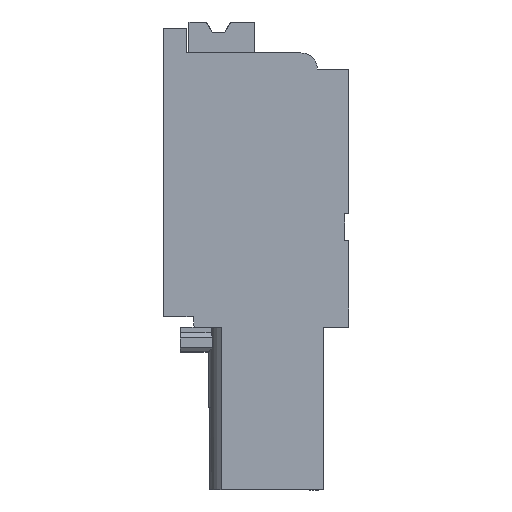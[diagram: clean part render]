
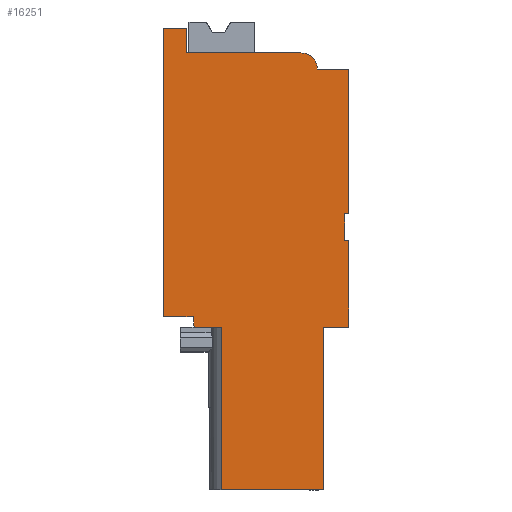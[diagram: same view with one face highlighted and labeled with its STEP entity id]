
A CAD part, left-side view. The second image highlights one B-rep face of the part: STEP entity #16251.
In plain terms, the highlighted planar face has unit normal (-1, 0, 0).
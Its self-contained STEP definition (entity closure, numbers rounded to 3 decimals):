
#3203=AXIS2_PLACEMENT_3D('Circle Axis2P3D',#3201,#3202,$) ;
#16224=AXIS2_PLACEMENT_3D('Plane Axis2P3D',#16221,#16222,#16223) ;
#40=CARTESIAN_POINT('Vertex',(0.,0.,13.4)) ;
#45=CARTESIAN_POINT('Line Origine',(0.,0.1,13.4)) ;
#49=CARTESIAN_POINT('Vertex',(0.,0.2,13.4)) ;
#83=CARTESIAN_POINT('Line Origine',(0.,0.2,12.75)) ;
#87=CARTESIAN_POINT('Vertex',(0.,0.2,12.1)) ;
#107=CARTESIAN_POINT('Line Origine',(0.,0.1,12.1)) ;
#111=CARTESIAN_POINT('Vertex',(0.,0.,12.1)) ;
#138=CARTESIAN_POINT('Line Origine',(0.,0.,10.)) ;
#142=CARTESIAN_POINT('Vertex',(0.,0.,7.9)) ;
#886=CARTESIAN_POINT('Line Origine',(0.,0.612,7.9)) ;
#890=CARTESIAN_POINT('Vertex',(0.,1.224,7.9)) ;
#1358=CARTESIAN_POINT('Line Origine',(0.,1.224,3.95)) ;
#1362=CARTESIAN_POINT('Vertex',(0.,1.224,0.)) ;
#2366=CARTESIAN_POINT('Line Origine',(0.,3.705,0.)) ;
#2370=CARTESIAN_POINT('Vertex',(0.,6.187,0.)) ;
#3198=CARTESIAN_POINT('Vertex',(0.,2.325,21.2)) ;
#3201=CARTESIAN_POINT('Axis2P3D Location',(0.,2.325,20.4)) ;
#3205=CARTESIAN_POINT('Vertex',(0.,1.525,20.4)) ;
#3338=CARTESIAN_POINT('Line Origine',(0.,5.087,21.2)) ;
#3342=CARTESIAN_POINT('Vertex',(0.,7.85,21.2)) ;
#4200=CARTESIAN_POINT('Line Origine',(0.,7.85,21.8)) ;
#4204=CARTESIAN_POINT('Vertex',(0.,7.85,22.4)) ;
#4231=CARTESIAN_POINT('Line Origine',(0.,8.425,22.4)) ;
#4235=CARTESIAN_POINT('Vertex',(0.,9.,22.4)) ;
#4262=CARTESIAN_POINT('Line Origine',(0.,9.,15.4)) ;
#4266=CARTESIAN_POINT('Vertex',(0.,9.,8.4)) ;
#4565=CARTESIAN_POINT('Line Origine',(0.,8.272,8.4)) ;
#4569=CARTESIAN_POINT('Vertex',(0.,7.545,8.4)) ;
#4742=CARTESIAN_POINT('Vertex',(0.,7.501,7.9)) ;
#4745=CARTESIAN_POINT('Line Origine',(0.,7.523,8.15)) ;
#4819=CARTESIAN_POINT('Vertex',(0.,6.187,7.9)) ;
#4822=CARTESIAN_POINT('Line Origine',(0.,6.844,7.9)) ;
#13599=CARTESIAN_POINT('Line Origine',(0.,0.762,20.4)) ;
#13603=CARTESIAN_POINT('Vertex',(0.,0.,20.4)) ;
#15253=CARTESIAN_POINT('Line Origine',(0.,6.187,3.95)) ;
#16221=CARTESIAN_POINT('Axis2P3D Location',(0.,0.,0.)) ;
#16226=CARTESIAN_POINT('Line Origine',(0.,0.,16.9)) ;
#46=DIRECTION('Vector Direction',(0.,1.,0.)) ;
#84=DIRECTION('Vector Direction',(0.,0.,1.)) ;
#108=DIRECTION('Vector Direction',(0.,-1.,0.)) ;
#139=DIRECTION('Vector Direction',(0.,0.,1.)) ;
#887=DIRECTION('Vector Direction',(0.,1.,0.)) ;
#1359=DIRECTION('Vector Direction',(0.,0.,1.)) ;
#2367=DIRECTION('Vector Direction',(0.,-1.,0.)) ;
#3202=DIRECTION('Axis2P3D Direction',(-1.,-0.,0.)) ;
#3339=DIRECTION('Vector Direction',(0.,-1.,0.)) ;
#4201=DIRECTION('Vector Direction',(0.,0.,-1.)) ;
#4232=DIRECTION('Vector Direction',(0.,-1.,0.)) ;
#4263=DIRECTION('Vector Direction',(0.,0.,1.)) ;
#4566=DIRECTION('Vector Direction',(0.,-1.,0.)) ;
#4746=DIRECTION('Vector Direction',(0.,0.087,0.996)) ;
#4823=DIRECTION('Vector Direction',(0.,1.,0.)) ;
#13600=DIRECTION('Vector Direction',(0.,-1.,0.)) ;
#15254=DIRECTION('Vector Direction',(0.,0.,1.)) ;
#16222=DIRECTION('Axis2P3D Direction',(-1.,0.,0.)) ;
#16223=DIRECTION('Axis2P3D XDirection',(0.,0.,1.)) ;
#16227=DIRECTION('Vector Direction',(0.,0.,1.)) ;
#47=VECTOR('Line Direction',#46,1.) ;
#85=VECTOR('Line Direction',#84,1.) ;
#109=VECTOR('Line Direction',#108,1.) ;
#140=VECTOR('Line Direction',#139,1.) ;
#888=VECTOR('Line Direction',#887,1.) ;
#1360=VECTOR('Line Direction',#1359,1.) ;
#2368=VECTOR('Line Direction',#2367,1.) ;
#3340=VECTOR('Line Direction',#3339,1.) ;
#4202=VECTOR('Line Direction',#4201,1.) ;
#4233=VECTOR('Line Direction',#4232,1.) ;
#4264=VECTOR('Line Direction',#4263,1.) ;
#4567=VECTOR('Line Direction',#4566,1.) ;
#4747=VECTOR('Line Direction',#4746,1.) ;
#4824=VECTOR('Line Direction',#4823,1.) ;
#13601=VECTOR('Line Direction',#13600,1.) ;
#15255=VECTOR('Line Direction',#15254,1.) ;
#16228=VECTOR('Line Direction',#16227,1.) ;
#16232=ORIENTED_EDGE('',*,*,#16230,.T.) ;
#16233=ORIENTED_EDGE('',*,*,#13605,.T.) ;
#16234=ORIENTED_EDGE('',*,*,#3207,.T.) ;
#16235=ORIENTED_EDGE('',*,*,#3344,.T.) ;
#16236=ORIENTED_EDGE('',*,*,#4206,.T.) ;
#16237=ORIENTED_EDGE('',*,*,#4237,.T.) ;
#16238=ORIENTED_EDGE('',*,*,#4268,.T.) ;
#16239=ORIENTED_EDGE('',*,*,#4571,.T.) ;
#16240=ORIENTED_EDGE('',*,*,#4749,.T.) ;
#16241=ORIENTED_EDGE('',*,*,#4826,.T.) ;
#16242=ORIENTED_EDGE('',*,*,#15257,.F.) ;
#16243=ORIENTED_EDGE('',*,*,#2372,.T.) ;
#16244=ORIENTED_EDGE('',*,*,#1364,.T.) ;
#16245=ORIENTED_EDGE('',*,*,#892,.T.) ;
#16246=ORIENTED_EDGE('',*,*,#144,.T.) ;
#16247=ORIENTED_EDGE('',*,*,#113,.T.) ;
#16248=ORIENTED_EDGE('',*,*,#89,.T.) ;
#16249=ORIENTED_EDGE('',*,*,#51,.T.) ;
#16251=ADVANCED_FACE('HOUSING',(#16250),#16225,.T.) ;
#3204=CIRCLE('generated circle',#3203,0.8) ;
#51=EDGE_CURVE('',#50,#41,#48,.F.) ;
#89=EDGE_CURVE('',#88,#50,#86,.T.) ;
#113=EDGE_CURVE('',#112,#88,#110,.F.) ;
#144=EDGE_CURVE('',#143,#112,#141,.T.) ;
#892=EDGE_CURVE('',#891,#143,#889,.F.) ;
#1364=EDGE_CURVE('',#1363,#891,#1361,.T.) ;
#2372=EDGE_CURVE('',#2371,#1363,#2369,.T.) ;
#3207=EDGE_CURVE('',#3206,#3199,#3204,.T.) ;
#3344=EDGE_CURVE('',#3199,#3343,#3341,.F.) ;
#4206=EDGE_CURVE('',#3343,#4205,#4203,.F.) ;
#4237=EDGE_CURVE('',#4205,#4236,#4234,.F.) ;
#4268=EDGE_CURVE('',#4236,#4267,#4265,.F.) ;
#4571=EDGE_CURVE('',#4267,#4570,#4568,.T.) ;
#4749=EDGE_CURVE('',#4570,#4743,#4748,.F.) ;
#4826=EDGE_CURVE('',#4743,#4820,#4825,.F.) ;
#13605=EDGE_CURVE('',#13604,#3206,#13602,.F.) ;
#15257=EDGE_CURVE('',#2371,#4820,#15256,.T.) ;
#16230=EDGE_CURVE('',#41,#13604,#16229,.T.) ;
#16231=EDGE_LOOP('',(#16232,#16233,#16234,#16235,#16236,#16237,#16238,#16239,#16240,#16241,#16242,#16243,#16244,#16245,#16246,#16247,#16248,#16249)) ;
#16250=FACE_OUTER_BOUND('',#16231,.T.) ;
#48=LINE('Line',#45,#47) ;
#86=LINE('Line',#83,#85) ;
#110=LINE('Line',#107,#109) ;
#141=LINE('Line',#138,#140) ;
#889=LINE('Line',#886,#888) ;
#1361=LINE('Line',#1358,#1360) ;
#2369=LINE('Line',#2366,#2368) ;
#3341=LINE('Line',#3338,#3340) ;
#4203=LINE('Line',#4200,#4202) ;
#4234=LINE('Line',#4231,#4233) ;
#4265=LINE('Line',#4262,#4264) ;
#4568=LINE('Line',#4565,#4567) ;
#4748=LINE('Line',#4745,#4747) ;
#4825=LINE('Line',#4822,#4824) ;
#13602=LINE('Line',#13599,#13601) ;
#15256=LINE('Line',#15253,#15255) ;
#16229=LINE('Line',#16226,#16228) ;
#16225=PLANE('',#16224) ;
#41=VERTEX_POINT('',#40) ;
#50=VERTEX_POINT('',#49) ;
#88=VERTEX_POINT('',#87) ;
#112=VERTEX_POINT('',#111) ;
#143=VERTEX_POINT('',#142) ;
#891=VERTEX_POINT('',#890) ;
#1363=VERTEX_POINT('',#1362) ;
#2371=VERTEX_POINT('',#2370) ;
#3199=VERTEX_POINT('',#3198) ;
#3206=VERTEX_POINT('',#3205) ;
#3343=VERTEX_POINT('',#3342) ;
#4205=VERTEX_POINT('',#4204) ;
#4236=VERTEX_POINT('',#4235) ;
#4267=VERTEX_POINT('',#4266) ;
#4570=VERTEX_POINT('',#4569) ;
#4743=VERTEX_POINT('',#4742) ;
#4820=VERTEX_POINT('',#4819) ;
#13604=VERTEX_POINT('',#13603) ;
